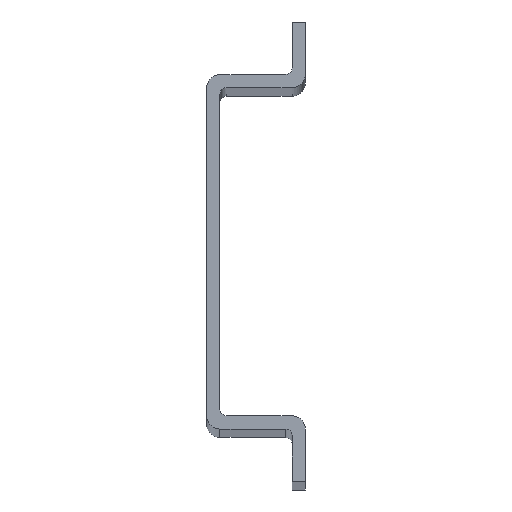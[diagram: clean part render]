
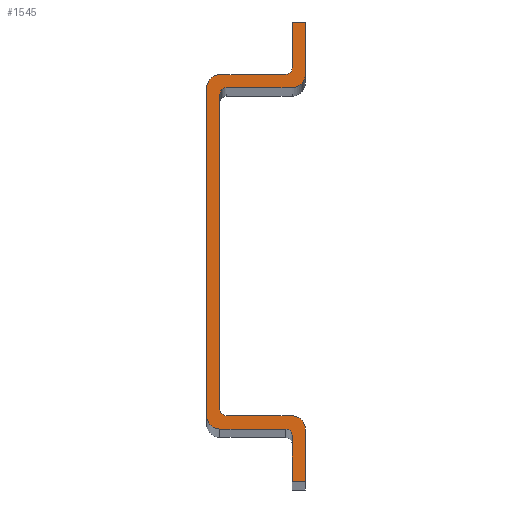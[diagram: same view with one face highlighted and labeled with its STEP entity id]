
A CAD part, top view. The second image highlights one B-rep face of the part: STEP entity #1545.
In plain terms, the highlighted planar face has unit normal (0, 0, 1).
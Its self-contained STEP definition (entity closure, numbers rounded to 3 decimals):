
#143=CIRCLE('',#1686,0.5);
#144=CIRCLE('',#1690,0.5);
#145=CIRCLE('',#1695,1.);
#146=CIRCLE('',#1698,1.);
#147=CIRCLE('',#1703,1.);
#148=CIRCLE('',#1705,1.);
#149=CIRCLE('',#1707,0.5);
#150=CIRCLE('',#1709,0.5);
#171=FACE_OUTER_BOUND('',#277,.T.);
#277=EDGE_LOOP('',(#1235,#1236,#1237,#1238,#1239,#1240,#1241,#1242,#1243,
#1244,#1245,#1246,#1247,#1248,#1249,#1250,#1251,#1252,#1253,#1254));
#337=LINE('',#2233,#493);
#369=LINE('',#2354,#525);
#410=LINE('',#2507,#566);
#413=LINE('',#2515,#569);
#416=LINE('',#2521,#572);
#419=LINE('',#2529,#575);
#421=LINE('',#2533,#577);
#423=LINE('',#2537,#579);
#427=LINE('',#2547,#583);
#430=LINE('',#2555,#586);
#432=LINE('',#2558,#588);
#433=LINE('',#2561,#589);
#493=VECTOR('',#1773,10.);
#525=VECTOR('',#1863,10.);
#566=VECTOR('',#1980,10.);
#569=VECTOR('',#1989,10.);
#572=VECTOR('',#1994,10.);
#575=VECTOR('',#2003,10.);
#577=VECTOR('',#2007,10.);
#579=VECTOR('',#2011,10.);
#583=VECTOR('',#2021,10.);
#586=VECTOR('',#2030,10.);
#588=VECTOR('',#2034,10.);
#589=VECTOR('',#2037,10.);
#649=VERTEX_POINT('',#2230);
#650=VERTEX_POINT('',#2232);
#709=VERTEX_POINT('',#2351);
#710=VERTEX_POINT('',#2353);
#783=VERTEX_POINT('',#2504);
#784=VERTEX_POINT('',#2506);
#785=VERTEX_POINT('',#2510);
#786=VERTEX_POINT('',#2514);
#787=VERTEX_POINT('',#2518);
#788=VERTEX_POINT('',#2520);
#789=VERTEX_POINT('',#2524);
#790=VERTEX_POINT('',#2528);
#791=VERTEX_POINT('',#2532);
#792=VERTEX_POINT('',#2536);
#793=VERTEX_POINT('',#2540);
#794=VERTEX_POINT('',#2544);
#795=VERTEX_POINT('',#2546);
#796=VERTEX_POINT('',#2550);
#797=VERTEX_POINT('',#2554);
#798=VERTEX_POINT('',#2560);
#801=EDGE_CURVE('',#650,#649,#337,.T.);
#861=EDGE_CURVE('',#710,#709,#369,.T.);
#938=EDGE_CURVE('',#784,#783,#410,.T.);
#940=EDGE_CURVE('',#785,#784,#143,.T.);
#942=EDGE_CURVE('',#786,#785,#413,.T.);
#945=EDGE_CURVE('',#788,#787,#416,.T.);
#947=EDGE_CURVE('',#789,#788,#144,.T.);
#949=EDGE_CURVE('',#790,#789,#419,.T.);
#951=EDGE_CURVE('',#791,#790,#421,.T.);
#953=EDGE_CURVE('',#792,#791,#423,.T.);
#955=EDGE_CURVE('',#793,#792,#145,.F.);
#958=EDGE_CURVE('',#795,#794,#427,.T.);
#960=EDGE_CURVE('',#796,#795,#146,.F.);
#962=EDGE_CURVE('',#797,#796,#430,.T.);
#964=EDGE_CURVE('',#783,#797,#432,.T.);
#965=EDGE_CURVE('',#798,#793,#433,.T.);
#967=EDGE_CURVE('',#787,#710,#147,.F.);
#968=EDGE_CURVE('',#709,#786,#148,.F.);
#969=EDGE_CURVE('',#794,#650,#149,.T.);
#970=EDGE_CURVE('',#649,#798,#150,.T.);
#1235=ORIENTED_EDGE('',*,*,#964,.T.);
#1236=ORIENTED_EDGE('',*,*,#962,.T.);
#1237=ORIENTED_EDGE('',*,*,#960,.T.);
#1238=ORIENTED_EDGE('',*,*,#958,.T.);
#1239=ORIENTED_EDGE('',*,*,#969,.T.);
#1240=ORIENTED_EDGE('',*,*,#801,.T.);
#1241=ORIENTED_EDGE('',*,*,#970,.T.);
#1242=ORIENTED_EDGE('',*,*,#965,.T.);
#1243=ORIENTED_EDGE('',*,*,#955,.T.);
#1244=ORIENTED_EDGE('',*,*,#953,.T.);
#1245=ORIENTED_EDGE('',*,*,#951,.T.);
#1246=ORIENTED_EDGE('',*,*,#949,.T.);
#1247=ORIENTED_EDGE('',*,*,#947,.T.);
#1248=ORIENTED_EDGE('',*,*,#945,.T.);
#1249=ORIENTED_EDGE('',*,*,#967,.T.);
#1250=ORIENTED_EDGE('',*,*,#861,.T.);
#1251=ORIENTED_EDGE('',*,*,#968,.T.);
#1252=ORIENTED_EDGE('',*,*,#942,.T.);
#1253=ORIENTED_EDGE('',*,*,#940,.T.);
#1254=ORIENTED_EDGE('',*,*,#938,.T.);
#1496=PLANE('',#1708);
#1545=ADVANCED_FACE('',(#171),#1496,.F.);
#1686=AXIS2_PLACEMENT_3D('',#2511,#1984,#1985);
#1690=AXIS2_PLACEMENT_3D('',#2525,#1998,#1999);
#1695=AXIS2_PLACEMENT_3D('',#2541,#2015,#2016);
#1698=AXIS2_PLACEMENT_3D('',#2551,#2025,#2026);
#1703=AXIS2_PLACEMENT_3D('',#2564,#2041,#2042);
#1705=AXIS2_PLACEMENT_3D('',#2566,#2045,#2046);
#1707=AXIS2_PLACEMENT_3D('',#2568,#2049,#2050);
#1708=AXIS2_PLACEMENT_3D('',#2569,#2051,#2052);
#1709=AXIS2_PLACEMENT_3D('',#2570,#2053,#2054);
#1773=DIRECTION('',(0.,1.,0.));
#1863=DIRECTION('',(0.,-1.,0.));
#1980=DIRECTION('',(0.,-1.,0.));
#1984=DIRECTION('center_axis',(0.,0.,-1.));
#1985=DIRECTION('ref_axis',(-1.,0.,0.));
#1989=DIRECTION('',(1.,0.,0.));
#1994=DIRECTION('',(-1.,0.,0.));
#1998=DIRECTION('center_axis',(0.,0.,-1.));
#1999=DIRECTION('ref_axis',(-1.,0.,0.));
#2003=DIRECTION('',(0.,-1.,0.));
#2007=DIRECTION('',(-1.,0.,0.));
#2011=DIRECTION('',(0.,1.,0.));
#2015=DIRECTION('center_axis',(0.,0.,-1.));
#2016=DIRECTION('ref_axis',(-1.,0.,0.));
#2021=DIRECTION('',(-1.,0.,0.));
#2025=DIRECTION('center_axis',(0.,0.,-1.));
#2026=DIRECTION('ref_axis',(-1.,0.,0.));
#2030=DIRECTION('',(0.,1.,0.));
#2034=DIRECTION('',(1.,0.,0.));
#2037=DIRECTION('',(1.,0.,0.));
#2041=DIRECTION('center_axis',(0.,0.,-1.));
#2042=DIRECTION('ref_axis',(-1.,0.,0.));
#2045=DIRECTION('center_axis',(0.,0.,-1.));
#2046=DIRECTION('ref_axis',(-1.,0.,0.));
#2049=DIRECTION('center_axis',(0.,0.,-1.));
#2050=DIRECTION('ref_axis',(-1.,0.,0.));
#2051=DIRECTION('center_axis',(0.,0.,-1.));
#2052=DIRECTION('ref_axis',(-1.,0.,0.));
#2053=DIRECTION('center_axis',(0.,0.,-1.));
#2054=DIRECTION('ref_axis',(-1.,0.,0.));
#2230=CARTESIAN_POINT('',(1.,12.,578.));
#2232=CARTESIAN_POINT('',(1.,-12.,578.));
#2233=CARTESIAN_POINT('',(1.,-1.,578.));
#2351=CARTESIAN_POINT('',(0.,-12.5,578.));
#2353=CARTESIAN_POINT('',(0.,12.5,578.));
#2354=CARTESIAN_POINT('',(0.,-0.75,578.));
#2504=CARTESIAN_POINT('',(6.5,-17.5,578.));
#2506=CARTESIAN_POINT('',(6.5,-14.,578.));
#2507=CARTESIAN_POINT('',(6.5,-15.75,578.));
#2510=CARTESIAN_POINT('',(6.,-13.5,578.));
#2511=CARTESIAN_POINT('Origin',(6.,-14.,578.));
#2514=CARTESIAN_POINT('',(1.,-13.5,578.));
#2515=CARTESIAN_POINT('',(6.,-13.5,578.));
#2518=CARTESIAN_POINT('',(1.,13.5,578.));
#2520=CARTESIAN_POINT('',(6.,13.5,578.));
#2521=CARTESIAN_POINT('',(6.,13.5,578.));
#2524=CARTESIAN_POINT('',(6.5,14.,578.));
#2525=CARTESIAN_POINT('Origin',(6.,14.,578.));
#2528=CARTESIAN_POINT('',(6.5,17.5,578.));
#2529=CARTESIAN_POINT('',(6.5,1.75,578.));
#2532=CARTESIAN_POINT('',(7.5,17.5,578.));
#2533=CARTESIAN_POINT('',(6.75,17.5,578.));
#2536=CARTESIAN_POINT('',(7.5,13.5,578.));
#2537=CARTESIAN_POINT('',(7.5,1.75,578.));
#2540=CARTESIAN_POINT('',(6.5,12.5,578.));
#2541=CARTESIAN_POINT('Origin',(6.5,13.5,578.));
#2544=CARTESIAN_POINT('',(1.5,-12.5,578.));
#2546=CARTESIAN_POINT('',(6.5,-12.5,578.));
#2547=CARTESIAN_POINT('',(6.25,-12.5,578.));
#2550=CARTESIAN_POINT('',(7.5,-13.5,578.));
#2551=CARTESIAN_POINT('Origin',(6.5,-13.5,578.));
#2554=CARTESIAN_POINT('',(7.5,-17.5,578.));
#2555=CARTESIAN_POINT('',(7.5,-15.75,578.));
#2558=CARTESIAN_POINT('',(6.75,-17.5,578.));
#2560=CARTESIAN_POINT('',(1.5,12.5,578.));
#2561=CARTESIAN_POINT('',(6.25,12.5,578.));
#2564=CARTESIAN_POINT('Origin',(1.,12.5,578.));
#2566=CARTESIAN_POINT('Origin',(1.,-12.5,578.));
#2568=CARTESIAN_POINT('Origin',(1.5,-12.,578.));
#2569=CARTESIAN_POINT('Origin',(6.,-14.,578.));
#2570=CARTESIAN_POINT('Origin',(1.5,12.,578.));
